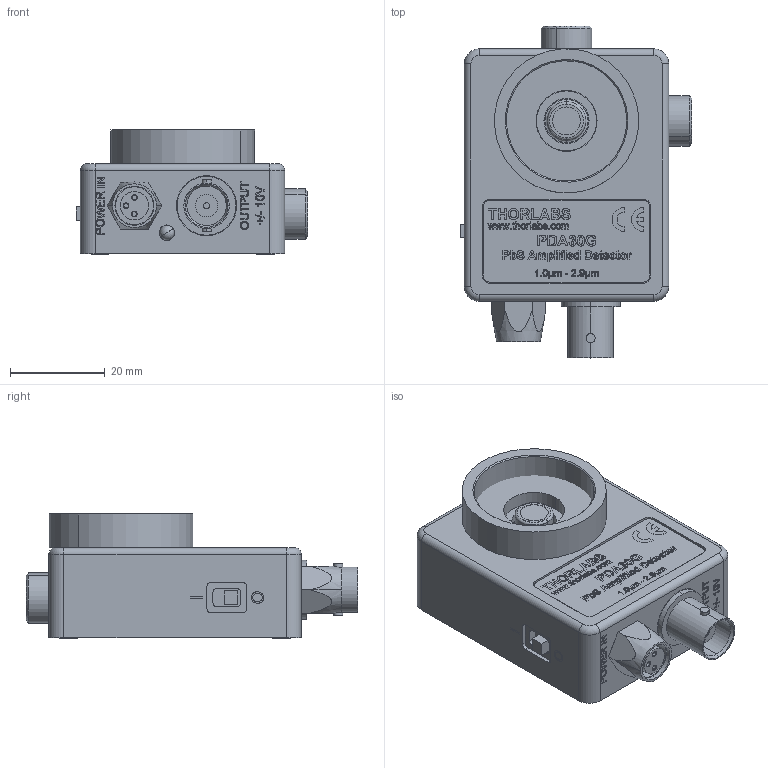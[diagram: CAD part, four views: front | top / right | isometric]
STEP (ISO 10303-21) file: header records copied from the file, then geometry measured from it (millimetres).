
FILE_DESCRIPTION (( 'STEP AP214' ), '1' );
FILE_NAME ('13138-E0W.STEP', '2010-06-18T20:52:24', ( 'Admin' ), ( 'Thorlabs, Inc.' ), 'SwSTEP 2.0', 'SolidWorks 2009', '' );
FILE_SCHEMA (( 'AUTOMOTIVE_DESIGN' ));
Length unit declared in the file: millimetre
Products named in the file (1): 13138-E0W
Bounding box: 48.83 x 70.13 x 26.2 mm (x, y, z)
Volume: 23750 mm3; surface area: 26857.7 mm2
Topology: 17 solids, 18 shells, 1751 faces, 4470 edges, 2924 vertices
Faces by surface type: plane 936, bspline 458, cylinder 271, cone 64, torus 20, sphere 2
Entity records: 109531 total; most frequent: CARTESIAN_POINT 50265, ORIENTED_EDGE 8908, DIRECTION 6742, EDGE_CURVE 4454, VERTEX_POINT 2924, VECTOR 2892, LINE 2892, EDGE_LOOP 1978
